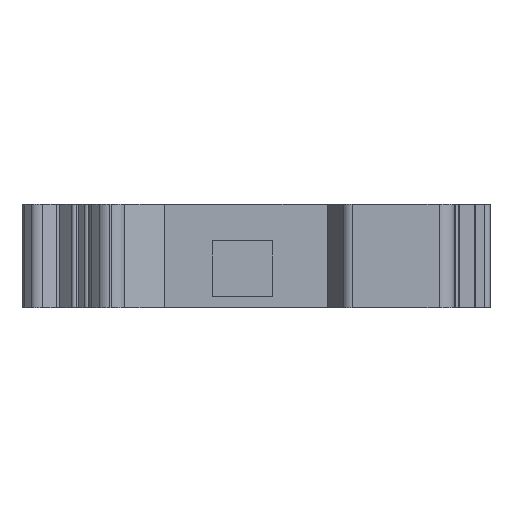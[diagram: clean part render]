
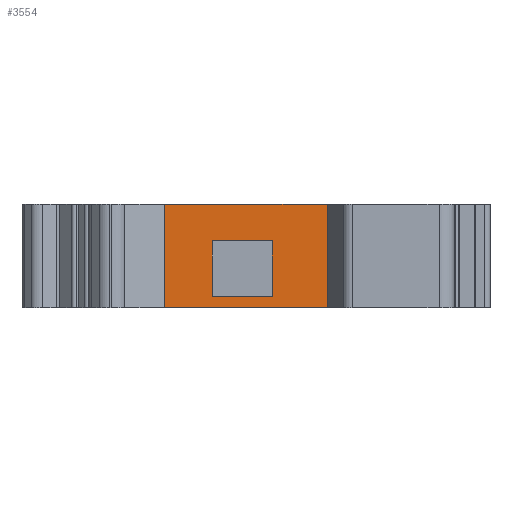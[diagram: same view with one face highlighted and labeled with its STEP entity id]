
A CAD part, left-side view. The second image highlights one B-rep face of the part: STEP entity #3554.
In plain terms, the highlighted planar face has unit normal (-1, 0, 0).
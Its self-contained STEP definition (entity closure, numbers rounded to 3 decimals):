
#731=DIRECTION('',(0.,-1.,0.));
#732=VECTOR('',#731,16.);
#733=CARTESIAN_POINT('',(-117.041,55.4,-10.2));
#734=LINE('',#733,#732);
#1251=DIRECTION('',(0.,0.,1.));
#1252=VECTOR('',#1251,10.2);
#1253=CARTESIAN_POINT('',(-117.041,55.4,-10.2));
#1254=LINE('',#1253,#1252);
#1255=DIRECTION('',(0.,-1.,0.));
#1256=VECTOR('',#1255,16.);
#1257=CARTESIAN_POINT('',(-117.041,55.4,0.));
#1258=LINE('',#1257,#1256);
#1259=DIRECTION('',(0.,-1.,0.));
#1260=VECTOR('',#1259,5.9);
#1261=CARTESIAN_POINT('',(-117.041,50.7,-3.6));
#1262=LINE('',#1261,#1260);
#1263=DIRECTION('',(0.,0.,1.));
#1264=VECTOR('',#1263,5.5);
#1265=CARTESIAN_POINT('',(-117.041,50.7,-9.1));
#1266=LINE('',#1265,#1264);
#1267=DIRECTION('',(0.,1.,0.));
#1268=VECTOR('',#1267,5.9);
#1269=CARTESIAN_POINT('',(-117.041,44.8,-9.1));
#1270=LINE('',#1269,#1268);
#1271=DIRECTION('',(0.,0.,-1.));
#1272=VECTOR('',#1271,5.5);
#1273=CARTESIAN_POINT('',(-117.041,44.8,-3.6));
#1274=LINE('',#1273,#1272);
#1275=DIRECTION('',(0.,0.,1.));
#1276=VECTOR('',#1275,10.2);
#1277=CARTESIAN_POINT('',(-117.041,39.4,-10.2));
#1278=LINE('',#1277,#1276);
#2147=CARTESIAN_POINT('',(-117.041,39.4,0.));
#2148=VERTEX_POINT('',#2147);
#2149=CARTESIAN_POINT('',(-117.041,55.4,0.));
#2150=VERTEX_POINT('',#2149);
#2283=CARTESIAN_POINT('',(-117.041,55.4,-10.2));
#2284=VERTEX_POINT('',#2283);
#2285=CARTESIAN_POINT('',(-117.041,39.4,-10.2));
#2286=VERTEX_POINT('',#2285);
#2513=CARTESIAN_POINT('',(-117.041,50.7,-3.6));
#2514=CARTESIAN_POINT('',(-117.041,44.8,-3.6));
#2515=VERTEX_POINT('',#2513);
#2516=VERTEX_POINT('',#2514);
#2517=CARTESIAN_POINT('',(-117.041,44.8,-9.1));
#2518=VERTEX_POINT('',#2517);
#2519=CARTESIAN_POINT('',(-117.041,50.7,-9.1));
#2520=VERTEX_POINT('',#2519);
#3532=CARTESIAN_POINT('',(-117.041,39.4,0.));
#3533=DIRECTION('',(-1.,0.,0.));
#3534=DIRECTION('',(0.,1.,0.));
#3535=AXIS2_PLACEMENT_3D('',#3532,#3533,#3534);
#3536=PLANE('',#3535);
#3538=ORIENTED_EDGE('',*,*,#3537,.F.);
#3539=ORIENTED_EDGE('',*,*,#3140,.F.);
#3540=ORIENTED_EDGE('',*,*,#3525,.T.);
#3541=ORIENTED_EDGE('',*,*,#2768,.T.);
#3542=EDGE_LOOP('',(#3538,#3539,#3540,#3541));
#3543=FACE_OUTER_BOUND('',#3542,.F.);
#3545=ORIENTED_EDGE('',*,*,#3544,.F.);
#3547=ORIENTED_EDGE('',*,*,#3546,.F.);
#3549=ORIENTED_EDGE('',*,*,#3548,.F.);
#3551=ORIENTED_EDGE('',*,*,#3550,.F.);
#3552=EDGE_LOOP('',(#3545,#3547,#3549,#3551));
#3553=FACE_BOUND('',#3552,.F.);
#3554=ADVANCED_FACE('',(#3543,#3553),#3536,.T.);
#2768=EDGE_CURVE('',#2150,#2148,#1258,.T.);
#3140=EDGE_CURVE('',#2284,#2286,#734,.T.);
#3525=EDGE_CURVE('',#2284,#2150,#1254,.T.);
#3537=EDGE_CURVE('',#2286,#2148,#1278,.T.);
#3544=EDGE_CURVE('',#2515,#2516,#1262,.T.);
#3546=EDGE_CURVE('',#2520,#2515,#1266,.T.);
#3548=EDGE_CURVE('',#2518,#2520,#1270,.T.);
#3550=EDGE_CURVE('',#2516,#2518,#1274,.T.);
